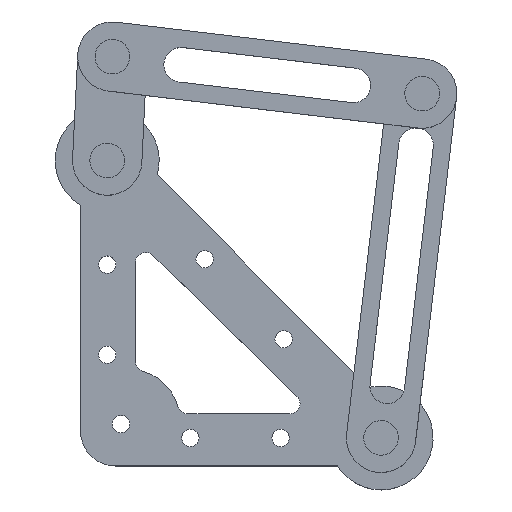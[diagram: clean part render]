
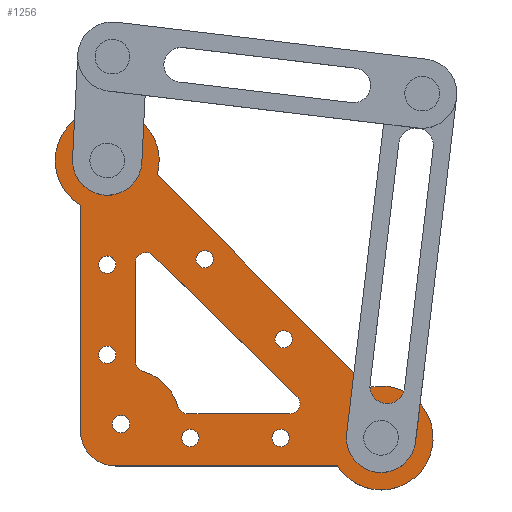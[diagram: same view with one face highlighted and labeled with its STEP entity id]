
A CAD part, top view. The second image highlights one B-rep face of the part: STEP entity #1256.
In plain terms, the highlighted planar face has unit normal (0, 0, 1).
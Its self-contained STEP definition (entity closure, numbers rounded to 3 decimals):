
#99=FACE_BOUND('',#304,.T.);
#100=FACE_BOUND('',#305,.T.);
#101=FACE_BOUND('',#306,.T.);
#102=FACE_BOUND('',#307,.T.);
#103=FACE_BOUND('',#308,.T.);
#104=FACE_BOUND('',#309,.T.);
#105=FACE_BOUND('',#310,.T.);
#106=FACE_BOUND('',#311,.T.);
#107=FACE_BOUND('',#312,.T.);
#108=FACE_BOUND('',#313,.T.);
#149=PLANE('',#1505);
#218=FACE_OUTER_BOUND('',#303,.T.);
#303=EDGE_LOOP('',(#1106,#1107,#1108,#1109,#1110,#1111));
#304=EDGE_LOOP('',(#1112,#1113,#1114,#1115,#1116,#1117,#1118,#1119));
#305=EDGE_LOOP('',(#1120));
#306=EDGE_LOOP('',(#1121));
#307=EDGE_LOOP('',(#1122));
#308=EDGE_LOOP('',(#1123));
#309=EDGE_LOOP('',(#1124));
#310=EDGE_LOOP('',(#1125));
#311=EDGE_LOOP('',(#1126));
#312=EDGE_LOOP('',(#1127));
#313=EDGE_LOOP('',(#1128));
#386=LINE('',#2187,#471);
#390=LINE('',#2199,#475);
#394=LINE('',#2211,#479);
#400=LINE('',#2235,#485);
#404=LINE('',#2247,#489);
#408=LINE('',#2259,#493);
#471=VECTOR('',#1819,10.);
#475=VECTOR('',#1831,10.);
#479=VECTOR('',#1843,10.);
#485=VECTOR('',#1869,10.);
#489=VECTOR('',#1881,10.);
#493=VECTOR('',#1893,10.);
#536=CIRCLE('',#1450,2.5);
#538=CIRCLE('',#1453,2.5);
#540=CIRCLE('',#1456,2.5);
#542=CIRCLE('',#1459,2.5);
#544=CIRCLE('',#1462,5.);
#546=CIRCLE('',#1465,5.);
#548=CIRCLE('',#1468,2.5);
#550=CIRCLE('',#1471,2.5);
#552=CIRCLE('',#1474,2.5);
#554=CIRCLE('',#1478,3.);
#556=CIRCLE('',#1482,3.);
#558=CIRCLE('',#1486,3.);
#560=CIRCLE('',#1489,15.);
#562=CIRCLE('',#1492,3.);
#564=CIRCLE('',#1496,15.);
#566=CIRCLE('',#1500,10.);
#568=CIRCLE('',#1504,15.);
#630=VERTEX_POINT('',#2129);
#632=VERTEX_POINT('',#2135);
#634=VERTEX_POINT('',#2141);
#636=VERTEX_POINT('',#2147);
#638=VERTEX_POINT('',#2153);
#640=VERTEX_POINT('',#2159);
#642=VERTEX_POINT('',#2165);
#644=VERTEX_POINT('',#2171);
#646=VERTEX_POINT('',#2177);
#649=VERTEX_POINT('',#2184);
#650=VERTEX_POINT('',#2186);
#652=VERTEX_POINT('',#2192);
#654=VERTEX_POINT('',#2198);
#656=VERTEX_POINT('',#2204);
#658=VERTEX_POINT('',#2210);
#660=VERTEX_POINT('',#2216);
#662=VERTEX_POINT('',#2222);
#665=VERTEX_POINT('',#2232);
#666=VERTEX_POINT('',#2234);
#668=VERTEX_POINT('',#2240);
#670=VERTEX_POINT('',#2246);
#672=VERTEX_POINT('',#2252);
#674=VERTEX_POINT('',#2258);
#767=EDGE_CURVE('',#630,#630,#536,.T.);
#770=EDGE_CURVE('',#632,#632,#538,.T.);
#773=EDGE_CURVE('',#634,#634,#540,.T.);
#776=EDGE_CURVE('',#636,#636,#542,.T.);
#779=EDGE_CURVE('',#638,#638,#544,.T.);
#782=EDGE_CURVE('',#640,#640,#546,.T.);
#785=EDGE_CURVE('',#642,#642,#548,.T.);
#788=EDGE_CURVE('',#644,#644,#550,.T.);
#791=EDGE_CURVE('',#646,#646,#552,.T.);
#794=EDGE_CURVE('',#650,#649,#386,.T.);
#797=EDGE_CURVE('',#652,#650,#554,.T.);
#800=EDGE_CURVE('',#654,#652,#390,.T.);
#803=EDGE_CURVE('',#656,#654,#556,.T.);
#806=EDGE_CURVE('',#658,#656,#394,.T.);
#809=EDGE_CURVE('',#660,#658,#558,.T.);
#812=EDGE_CURVE('',#662,#660,#560,.T.);
#815=EDGE_CURVE('',#649,#662,#562,.T.);
#818=EDGE_CURVE('',#666,#665,#400,.T.);
#821=EDGE_CURVE('',#668,#666,#564,.T.);
#824=EDGE_CURVE('',#670,#668,#404,.T.);
#827=EDGE_CURVE('',#672,#670,#566,.T.);
#830=EDGE_CURVE('',#674,#672,#408,.T.);
#833=EDGE_CURVE('',#665,#674,#568,.T.);
#1106=ORIENTED_EDGE('',*,*,#833,.T.);
#1107=ORIENTED_EDGE('',*,*,#830,.T.);
#1108=ORIENTED_EDGE('',*,*,#827,.T.);
#1109=ORIENTED_EDGE('',*,*,#824,.T.);
#1110=ORIENTED_EDGE('',*,*,#821,.T.);
#1111=ORIENTED_EDGE('',*,*,#818,.T.);
#1112=ORIENTED_EDGE('',*,*,#815,.T.);
#1113=ORIENTED_EDGE('',*,*,#812,.T.);
#1114=ORIENTED_EDGE('',*,*,#809,.T.);
#1115=ORIENTED_EDGE('',*,*,#806,.T.);
#1116=ORIENTED_EDGE('',*,*,#803,.T.);
#1117=ORIENTED_EDGE('',*,*,#800,.T.);
#1118=ORIENTED_EDGE('',*,*,#797,.T.);
#1119=ORIENTED_EDGE('',*,*,#794,.T.);
#1120=ORIENTED_EDGE('',*,*,#791,.T.);
#1121=ORIENTED_EDGE('',*,*,#788,.T.);
#1122=ORIENTED_EDGE('',*,*,#785,.T.);
#1123=ORIENTED_EDGE('',*,*,#782,.T.);
#1124=ORIENTED_EDGE('',*,*,#779,.T.);
#1125=ORIENTED_EDGE('',*,*,#776,.T.);
#1126=ORIENTED_EDGE('',*,*,#773,.T.);
#1127=ORIENTED_EDGE('',*,*,#770,.T.);
#1128=ORIENTED_EDGE('',*,*,#767,.T.);
#1256=ADVANCED_FACE('',(#218,#99,#100,#101,#102,#103,#104,#105,#106,#107,
#108),#149,.T.);
#1450=AXIS2_PLACEMENT_3D('',#2131,#1757,#1758);
#1453=AXIS2_PLACEMENT_3D('',#2137,#1764,#1765);
#1456=AXIS2_PLACEMENT_3D('',#2143,#1771,#1772);
#1459=AXIS2_PLACEMENT_3D('',#2149,#1778,#1779);
#1462=AXIS2_PLACEMENT_3D('',#2155,#1785,#1786);
#1465=AXIS2_PLACEMENT_3D('',#2161,#1792,#1793);
#1468=AXIS2_PLACEMENT_3D('',#2167,#1799,#1800);
#1471=AXIS2_PLACEMENT_3D('',#2173,#1806,#1807);
#1474=AXIS2_PLACEMENT_3D('',#2179,#1813,#1814);
#1478=AXIS2_PLACEMENT_3D('',#2193,#1825,#1826);
#1482=AXIS2_PLACEMENT_3D('',#2205,#1837,#1838);
#1486=AXIS2_PLACEMENT_3D('',#2217,#1849,#1850);
#1489=AXIS2_PLACEMENT_3D('',#2223,#1856,#1857);
#1492=AXIS2_PLACEMENT_3D('',#2227,#1863,#1864);
#1496=AXIS2_PLACEMENT_3D('',#2241,#1875,#1876);
#1500=AXIS2_PLACEMENT_3D('',#2253,#1887,#1888);
#1504=AXIS2_PLACEMENT_3D('',#2263,#1899,#1900);
#1505=AXIS2_PLACEMENT_3D('',#2264,#1901,#1902);
#1757=DIRECTION('center_axis',(0.,0.,-1.));
#1758=DIRECTION('ref_axis',(1.,0.,0.));
#1764=DIRECTION('center_axis',(0.,0.,-1.));
#1765=DIRECTION('ref_axis',(1.,0.,0.));
#1771=DIRECTION('center_axis',(0.,0.,-1.));
#1772=DIRECTION('ref_axis',(1.,0.,0.));
#1778=DIRECTION('center_axis',(0.,0.,-1.));
#1779=DIRECTION('ref_axis',(1.,0.,0.));
#1785=DIRECTION('center_axis',(0.,0.,-1.));
#1786=DIRECTION('ref_axis',(1.,0.,0.));
#1792=DIRECTION('center_axis',(0.,0.,-1.));
#1793=DIRECTION('ref_axis',(1.,0.,0.));
#1799=DIRECTION('center_axis',(0.,0.,-1.));
#1800=DIRECTION('ref_axis',(1.,0.,0.));
#1806=DIRECTION('center_axis',(0.,0.,-1.));
#1807=DIRECTION('ref_axis',(1.,0.,0.));
#1813=DIRECTION('center_axis',(0.,0.,-1.));
#1814=DIRECTION('ref_axis',(1.,0.,0.));
#1819=DIRECTION('',(-1.,0.,0.));
#1825=DIRECTION('center_axis',(0.,0.,-1.));
#1826=DIRECTION('ref_axis',(0.,-1.,0.));
#1831=DIRECTION('',(0.716,-0.698,0.));
#1837=DIRECTION('center_axis',(0.,0.,-1.));
#1838=DIRECTION('ref_axis',(0.698,0.716,0.));
#1843=DIRECTION('',(0.,1.,0.));
#1849=DIRECTION('center_axis',(0.,0.,-1.));
#1850=DIRECTION('ref_axis',(-1.,0.,0.));
#1856=DIRECTION('center_axis',(0.,0.,1.));
#1857=DIRECTION('ref_axis',(0.96,0.28,0.));
#1863=DIRECTION('center_axis',(0.,0.,-1.));
#1864=DIRECTION('ref_axis',(-0.96,-0.28,0.));
#1869=DIRECTION('',(-0.704,0.71,0.));
#1875=DIRECTION('center_axis',(0.,0.,1.));
#1876=DIRECTION('ref_axis',(-0.843,-0.539,0.));
#1881=DIRECTION('',(1.,0.,0.));
#1887=DIRECTION('center_axis',(0.,0.,1.));
#1888=DIRECTION('ref_axis',(-1.,0.,0.));
#1893=DIRECTION('',(0.,-1.,0.));
#1899=DIRECTION('center_axis',(0.,0.,1.));
#1900=DIRECTION('ref_axis',(0.963,-0.27,0.));
#1901=DIRECTION('center_axis',(0.,0.,1.));
#1902=DIRECTION('ref_axis',(1.,0.,0.));
#2129=CARTESIAN_POINT('',(97.5,100.,10.));
#2131=CARTESIAN_POINT('Origin',(100.,100.,10.));
#2135=CARTESIAN_POINT('',(121.5,50.,10.));
#2137=CARTESIAN_POINT('Origin',(124.,50.,10.));
#2141=CARTESIAN_POINT('',(125.606,101.538,10.));
#2143=CARTESIAN_POINT('Origin',(128.106,101.538,10.));
#2147=CARTESIAN_POINT('',(148.394,78.462,10.));
#2149=CARTESIAN_POINT('Origin',(150.894,78.462,10.));
#2153=CARTESIAN_POINT('',(95.,130.,10.));
#2155=CARTESIAN_POINT('Origin',(100.,130.,10.));
#2159=CARTESIAN_POINT('',(174.,50.,10.));
#2161=CARTESIAN_POINT('Origin',(179.,50.,10.));
#2165=CARTESIAN_POINT('',(147.5,50.,10.));
#2167=CARTESIAN_POINT('Origin',(150.,50.,10.));
#2171=CARTESIAN_POINT('',(97.5,74.,10.));
#2173=CARTESIAN_POINT('Origin',(100.,74.,10.));
#2177=CARTESIAN_POINT('',(101.5,54.,10.));
#2179=CARTESIAN_POINT('Origin',(104.,54.,10.));
#2184=CARTESIAN_POINT('',(123.284,56.951,10.));
#2186=CARTESIAN_POINT('',(152.631,56.951,10.));
#2187=CARTESIAN_POINT('',(123.284,56.951,10.));
#2192=CARTESIAN_POINT('',(154.727,62.098,10.));
#2193=CARTESIAN_POINT('Origin',(152.631,59.951,10.));
#2198=CARTESIAN_POINT('',(113.196,102.632,10.));
#2199=CARTESIAN_POINT('',(154.727,62.098,10.));
#2204=CARTESIAN_POINT('',(108.1,100.485,10.));
#2205=CARTESIAN_POINT('Origin',(111.1,100.485,10.));
#2210=CARTESIAN_POINT('',(108.1,72.173,10.));
#2211=CARTESIAN_POINT('',(108.1,100.485,10.));
#2216=CARTESIAN_POINT('',(110.251,69.296,10.));
#2217=CARTESIAN_POINT('Origin',(111.1,72.173,10.));
#2222=CARTESIAN_POINT('',(120.404,59.111,10.));
#2223=CARTESIAN_POINT('Origin',(106.005,54.909,10.));
#2227=CARTESIAN_POINT('Origin',(123.284,59.951,10.));
#2232=CARTESIAN_POINT('',(114.442,125.948,10.));
#2234=CARTESIAN_POINT('',(175.374,64.555,10.));
#2235=CARTESIAN_POINT('',(114.442,125.948,10.));
#2240=CARTESIAN_POINT('',(166.361,41.922,10.));
#2241=CARTESIAN_POINT('Origin',(179.,50.,10.));
#2246=CARTESIAN_POINT('',(102.309,41.922,10.));
#2247=CARTESIAN_POINT('',(166.361,41.922,10.));
#2252=CARTESIAN_POINT('',(92.309,51.922,10.));
#2253=CARTESIAN_POINT('Origin',(102.309,51.922,10.));
#2258=CARTESIAN_POINT('',(92.309,117.122,10.));
#2259=CARTESIAN_POINT('',(92.309,117.122,10.));
#2263=CARTESIAN_POINT('Origin',(100.,130.,10.));
#2264=CARTESIAN_POINT('Origin',(139.5,90.,10.));
